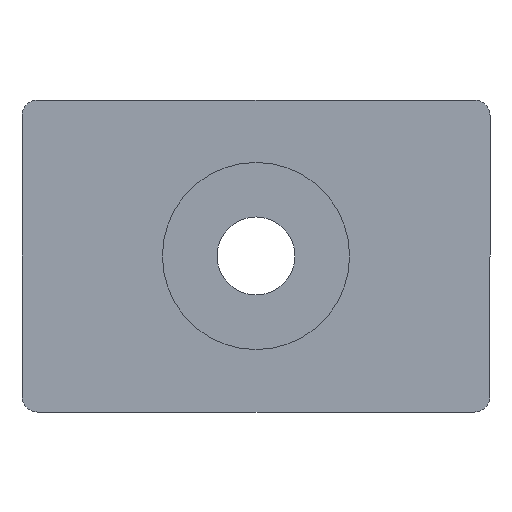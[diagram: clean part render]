
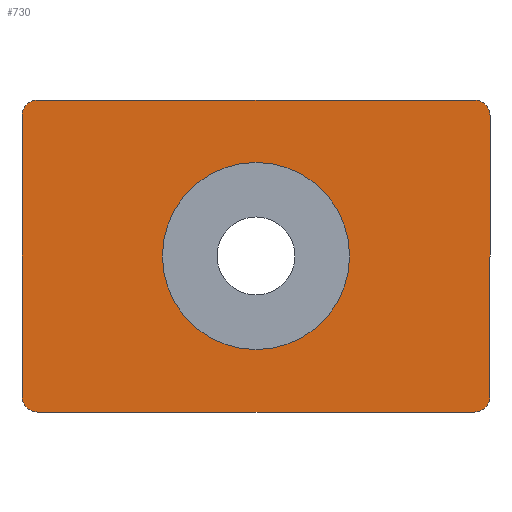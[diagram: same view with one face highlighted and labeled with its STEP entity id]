
A CAD part, front view. The second image highlights one B-rep face of the part: STEP entity #730.
In plain terms, the highlighted planar face has unit normal (0, -1, 0).
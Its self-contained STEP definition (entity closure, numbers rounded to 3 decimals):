
#3 = ORIENTED_EDGE ( 'NONE', *, *, #690, .F. ) ;
#9 = EDGE_CURVE ( 'NONE', #680, #625, #606, .T. ) ;
#15 = DIRECTION ( 'NONE',  ( 0., 0., 1. ) ) ;
#25 = EDGE_CURVE ( 'NONE', #641, #670, #600, .T. ) ;
#28 = DIRECTION ( 'NONE',  ( 0., 0., 1. ) ) ;
#84 = CARTESIAN_POINT ( 'NONE',  ( -7., -0.75, 4.5 ) ) ;
#96 = DIRECTION ( 'NONE',  ( 0., 1., 0. ) ) ;
#100 = FACE_BOUND ( 'NONE', #475, .T. ) ;
#120 = ORIENTED_EDGE ( 'NONE', *, *, #193, .F. ) ;
#125 = VERTEX_POINT ( 'NONE', #657 ) ;
#147 = DIRECTION ( 'NONE',  ( 0., 0., 1. ) ) ;
#165 = AXIS2_PLACEMENT_3D ( 'NONE', #315, #96, #28 ) ;
#191 = CARTESIAN_POINT ( 'NONE',  ( 7.5, -0.75, 4.5 ) ) ;
#193 = EDGE_CURVE ( 'NONE', #335, #685, #549, .T. ) ;
#201 = EDGE_CURVE ( 'NONE', #731, #335, #421, .T. ) ;
#208 = CIRCLE ( 'NONE', #655, 3. ) ;
#209 = CARTESIAN_POINT ( 'NONE',  ( -7., -0.75, -5. ) ) ;
#215 = CARTESIAN_POINT ( 'NONE',  ( 7.5, -0.75, -4.5 ) ) ;
#221 = VECTOR ( 'NONE', #15, 1000. ) ;
#223 = ORIENTED_EDGE ( 'NONE', *, *, #464, .F. ) ;
#236 = EDGE_CURVE ( 'NONE', #670, #641, #208, .T. ) ;
#238 = AXIS2_PLACEMENT_3D ( 'NONE', #334, #724, #390 ) ;
#242 = CARTESIAN_POINT ( 'NONE',  ( 7., -0.75, -5. ) ) ;
#243 = AXIS2_PLACEMENT_3D ( 'NONE', #710, #375, #430 ) ;
#276 = ORIENTED_EDGE ( 'NONE', *, *, #236, .F. ) ;
#278 = FACE_OUTER_BOUND ( 'NONE', #616, .T. ) ;
#280 = DIRECTION ( 'NONE',  ( 0., -1., 0. ) ) ;
#290 = CARTESIAN_POINT ( 'NONE',  ( -7.5, -0.75, -4.5 ) ) ;
#293 = ORIENTED_EDGE ( 'NONE', *, *, #201, .F. ) ;
#307 = ORIENTED_EDGE ( 'NONE', *, *, #9, .F. ) ;
#315 = CARTESIAN_POINT ( 'NONE',  ( -7., -0.75, -4.5 ) ) ;
#322 = CARTESIAN_POINT ( 'NONE',  ( 7., -0.75, 4.5 ) ) ;
#331 = VECTOR ( 'NONE', #545, 1000. ) ;
#334 = CARTESIAN_POINT ( 'NONE',  ( 7., -0.75, 4.5 ) ) ;
#335 = VERTEX_POINT ( 'NONE', #242 ) ;
#350 = ORIENTED_EDGE ( 'NONE', *, *, #25, .F. ) ;
#375 = DIRECTION ( 'NONE',  ( 0., 1., 0. ) ) ;
#380 = CARTESIAN_POINT ( 'NONE',  ( -7., -0.75, 5. ) ) ;
#390 = DIRECTION ( 'NONE',  ( 0., 0., 1. ) ) ;
#395 = DIRECTION ( 'NONE',  ( 0., 0., 1. ) ) ;
#401 = DIRECTION ( 'NONE',  ( 0., 0., 1. ) ) ;
#404 = CARTESIAN_POINT ( 'NONE',  ( 7.5, -0.75, -4.5 ) ) ;
#412 = EDGE_CURVE ( 'NONE', #459, #680, #564, .T. ) ;
#414 = DIRECTION ( 'NONE',  ( 0., 1., 0. ) ) ;
#421 = CIRCLE ( 'NONE', #243, 0.5 ) ;
#423 = DIRECTION ( 'NONE',  ( 0., 0., 1. ) ) ;
#430 = DIRECTION ( 'NONE',  ( 0., 0., -1. ) ) ;
#431 = CARTESIAN_POINT ( 'NONE',  ( 0., -0.75, 3. ) ) ;
#435 = VECTOR ( 'NONE', #494, 1000. ) ;
#441 = CARTESIAN_POINT ( 'NONE',  ( -7., -0.75, 5. ) ) ;
#443 = AXIS2_PLACEMENT_3D ( 'NONE', #322, #653, #147 ) ;
#454 = EDGE_CURVE ( 'NONE', #498, #731, #631, .T. ) ;
#459 = VERTEX_POINT ( 'NONE', #526 ) ;
#464 = EDGE_CURVE ( 'NONE', #125, #459, #529, .T. ) ;
#475 = EDGE_LOOP ( 'NONE', ( #350, #276 ) ) ;
#476 = CIRCLE ( 'NONE', #165, 0.5 ) ;
#481 = CARTESIAN_POINT ( 'NONE',  ( -7., -0.75, -5. ) ) ;
#494 = DIRECTION ( 'NONE',  ( 1., 0., 0. ) ) ;
#498 = VERTEX_POINT ( 'NONE', #191 ) ;
#508 = CARTESIAN_POINT ( 'NONE',  ( 0., -0.75, 0. ) ) ;
#526 = CARTESIAN_POINT ( 'NONE',  ( -7.5, -0.75, 4.5 ) ) ;
#528 = AXIS2_PLACEMENT_3D ( 'NONE', #84, #414, #401 ) ;
#529 = LINE ( 'NONE', #290, #221 ) ;
#545 = DIRECTION ( 'NONE',  ( -1., 0., 0. ) ) ;
#549 = LINE ( 'NONE', #209, #331 ) ;
#564 = CIRCLE ( 'NONE', #528, 0.5 ) ;
#576 = ORIENTED_EDGE ( 'NONE', *, *, #454, .F. ) ;
#580 = DIRECTION ( 'NONE',  ( 0., 0., -1. ) ) ;
#587 = ORIENTED_EDGE ( 'NONE', *, *, #412, .F. ) ;
#600 = CIRCLE ( 'NONE', #694, 3. ) ;
#605 = CARTESIAN_POINT ( 'NONE',  ( 0., -0.75, -3. ) ) ;
#606 = LINE ( 'NONE', #380, #435 ) ;
#611 = PLANE ( 'NONE',  #238 ) ;
#616 = EDGE_LOOP ( 'NONE', ( #3, #307, #587, #223, #665, #120, #293, #576 ) ) ;
#625 = VERTEX_POINT ( 'NONE', #659 ) ;
#631 = LINE ( 'NONE', #404, #678 ) ;
#639 = DIRECTION ( 'NONE',  ( 0., -1., 0. ) ) ;
#641 = VERTEX_POINT ( 'NONE', #431 ) ;
#653 = DIRECTION ( 'NONE',  ( 0., 1., 0. ) ) ;
#655 = AXIS2_PLACEMENT_3D ( 'NONE', #508, #280, #395 ) ;
#657 = CARTESIAN_POINT ( 'NONE',  ( -7.5, -0.75, -4.5 ) ) ;
#659 = CARTESIAN_POINT ( 'NONE',  ( 7., -0.75, 5. ) ) ;
#662 = CIRCLE ( 'NONE', #443, 0.5 ) ;
#665 = ORIENTED_EDGE ( 'NONE', *, *, #673, .F. ) ;
#670 = VERTEX_POINT ( 'NONE', #605 ) ;
#673 = EDGE_CURVE ( 'NONE', #685, #125, #476, .T. ) ;
#678 = VECTOR ( 'NONE', #580, 1000. ) ;
#680 = VERTEX_POINT ( 'NONE', #441 ) ;
#685 = VERTEX_POINT ( 'NONE', #481 ) ;
#690 = EDGE_CURVE ( 'NONE', #625, #498, #662, .T. ) ;
#694 = AXIS2_PLACEMENT_3D ( 'NONE', #700, #639, #423 ) ;
#700 = CARTESIAN_POINT ( 'NONE',  ( 0., -0.75, 0. ) ) ;
#710 = CARTESIAN_POINT ( 'NONE',  ( 7., -0.75, -4.5 ) ) ;
#724 = DIRECTION ( 'NONE',  ( 0., 1., 0. ) ) ;
#730 = ADVANCED_FACE ( 'NONE', ( #278, #100 ), #611, .F. ) ;
#731 = VERTEX_POINT ( 'NONE', #215 ) ;
